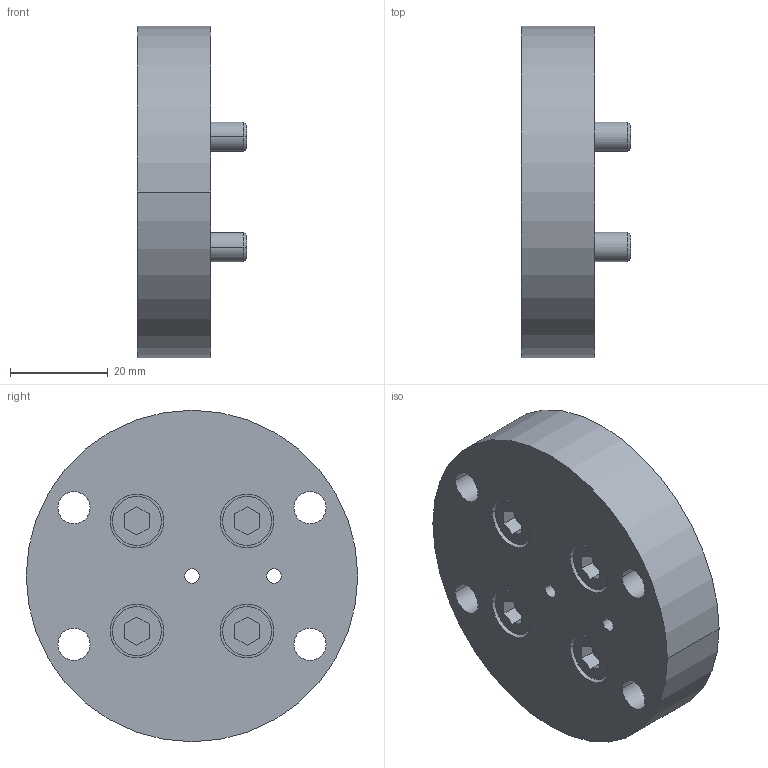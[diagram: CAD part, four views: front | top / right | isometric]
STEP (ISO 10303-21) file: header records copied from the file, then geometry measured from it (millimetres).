
FILE_DESCRIPTION((''),'2;1');
FILE_NAME('ILCM41582000','2020-05-07T',('jweaver'),(''),'PRO/ENGINEER BY PARAMETRIC TECHNOLOGY CORPORATION, 2013320','PRO/ENGINEER BY PARAMETRIC TECHNOLOGY CORPORATION, 2013320','');
FILE_SCHEMA(('AUTOMOTIVE_DESIGN { 1 0 10303 214 1 1 1 1 }'));
Length unit declared in the file: millimetre
Products named in the file (1): ILCM41582000
Bounding box: 22.4 x 68 x 68 mm (x, y, z)
Volume: 50477.7 mm3; surface area: 16777.2 mm2
Topology: 1 solids, 5 shells, 127 faces, 280 edges, 186 vertices
Faces by surface type: cylinder 60, plane 57, cone 10
Entity records: 4620 total; most frequent: DIRECTION 674, CARTESIAN_POINT 596, ORIENTED_EDGE 552, PRESENTATION_STYLE_ASSIGNMENT 285, STYLED_ITEM 285, CURVE_STYLE 280, EDGE_CURVE 280, AXIS2_PLACEMENT_3D 266
